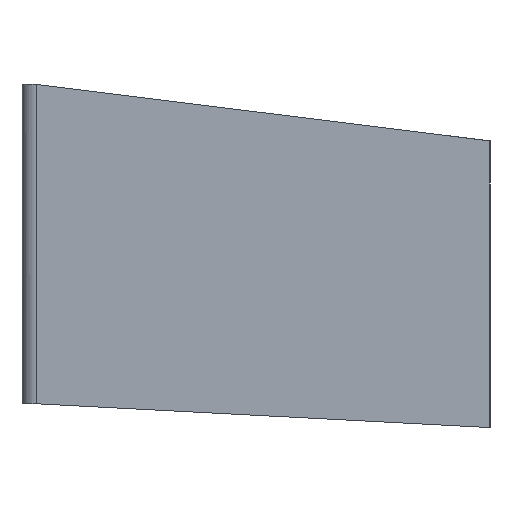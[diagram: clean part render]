
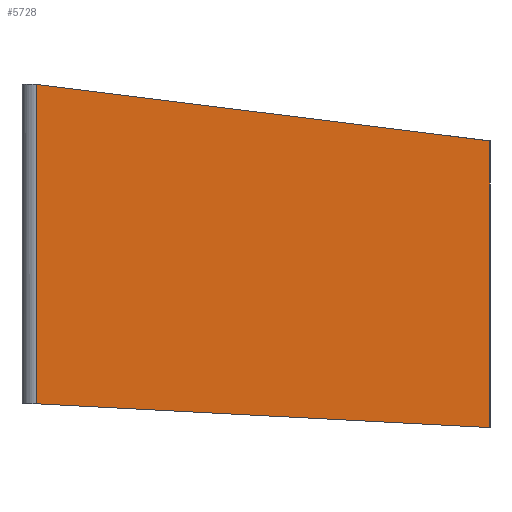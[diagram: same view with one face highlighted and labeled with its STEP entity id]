
A CAD part, left-side view. The second image highlights one B-rep face of the part: STEP entity #5728.
In plain terms, the highlighted planar face has unit normal (-1, 0, 0).
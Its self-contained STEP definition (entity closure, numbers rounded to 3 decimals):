
#765=VERTEX_POINT('',#8152);
#766=VERTEX_POINT('',#8154);
#923=VERTEX_POINT('',#8568);
#998=VERTEX_POINT('',#8838);
#1322=VECTOR('',#6675,1.);
#1639=VECTOR('',#7194,1.);
#1640=VECTOR('',#7196,1.);
#1641=VECTOR('',#7197,1.);
#1990=LINE('',#8153,#1322);
#2307=LINE('',#8839,#1639);
#2308=LINE('',#8841,#1640);
#2309=LINE('',#8842,#1641);
#2715=EDGE_CURVE('',#765,#766,#1990,.T.);
#3081=EDGE_CURVE('',#765,#998,#2307,.T.);
#3082=EDGE_CURVE('',#998,#923,#2308,.T.);
#3083=EDGE_CURVE('',#766,#923,#2309,.T.);
#4287=ORIENTED_EDGE('',*,*,#3081,.T.);
#4288=ORIENTED_EDGE('',*,*,#3082,.T.);
#4289=ORIENTED_EDGE('',*,*,#3083,.F.);
#4290=ORIENTED_EDGE('',*,*,#2715,.F.);
#5148=EDGE_LOOP('',(#4287,#4288,#4289,#4290));
#5441=FACE_BOUND('',#5148,.T.);
#5728=ADVANCED_FACE('',(#5441),#9504,.T.);
#6106=AXIS2_PLACEMENT_3D('',#8840,#7195,$);
#6675=DIRECTION('',(0.,0.999,0.052));
#7194=DIRECTION('',(0.,0.,1.));
#7195=DIRECTION('',(-1.,0.,0.));
#7196=DIRECTION('',(0.,0.992,0.124));
#7197=DIRECTION('',(0.,0.,1.));
#8152=CARTESIAN_POINT('',(-41.,0.,-34.6));
#8153=CARTESIAN_POINT('',(-41.,0.,-34.6));
#8154=CARTESIAN_POINT('',(-41.,45.7,-32.205));
#8568=CARTESIAN_POINT('',(-41.,45.7,0.));
#8838=CARTESIAN_POINT('',(-41.,0.,-5.692));
#8839=CARTESIAN_POINT('',(-41.,0.,-34.6));
#8840=CARTESIAN_POINT('',(-41.,45.7,-34.6));
#8841=CARTESIAN_POINT('',(-41.,0.,-5.692));
#8842=CARTESIAN_POINT('',(-41.,45.7,-32.205));
#9504=PLANE('',#6106);
